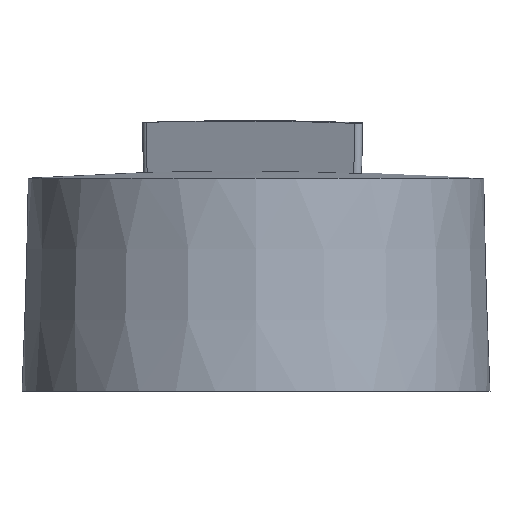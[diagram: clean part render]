
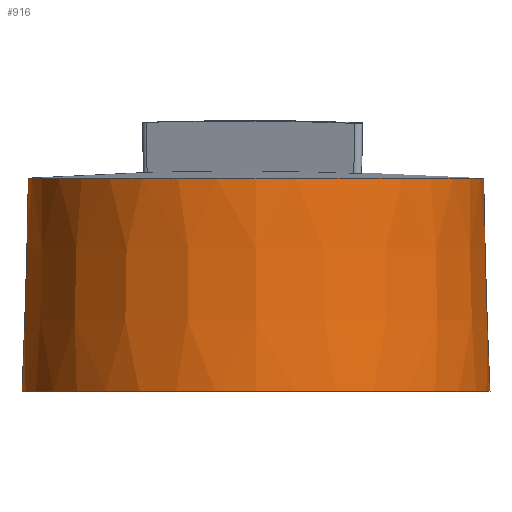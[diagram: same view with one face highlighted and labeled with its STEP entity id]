
A CAD part, left-side view. The second image highlights one B-rep face of the part: STEP entity #916.
In plain terms, the highlighted conical face has half-angle 1.7 degrees and reference radius 3.025 mm.
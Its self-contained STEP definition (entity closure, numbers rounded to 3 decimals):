
#19=CONICAL_SURFACE('',#1044,3.025,0.03);
#52=CIRCLE('',#966,2.943);
#96=CIRCLE('',#1041,3.025);
#166=FACE_OUTER_BOUND('',#219,.T.);
#219=EDGE_LOOP('',(#849,#850,#851,#852));
#293=LINE('',#2099,#331);
#331=VECTOR('',#1312,3.675);
#367=VERTEX_POINT('',#1513);
#429=VERTEX_POINT('',#2094);
#473=EDGE_CURVE('',#367,#367,#52,.T.);
#569=EDGE_CURVE('',#429,#429,#96,.T.);
#570=EDGE_CURVE('',#367,#429,#293,.T.);
#849=ORIENTED_EDGE('',*,*,#473,.F.);
#850=ORIENTED_EDGE('',*,*,#570,.T.);
#851=ORIENTED_EDGE('',*,*,#569,.T.);
#852=ORIENTED_EDGE('',*,*,#570,.F.);
#916=ADVANCED_FACE('',(#166),#19,.T.);
#966=AXIS2_PLACEMENT_3D('',#1514,#1129,#1130);
#1041=AXIS2_PLACEMENT_3D('',#2095,#1304,#1305);
#1044=AXIS2_PLACEMENT_3D('',#2098,#1310,#1311);
#1129=DIRECTION('center_axis',(0.,0.,1.));
#1130=DIRECTION('ref_axis',(1.,0.,0.));
#1304=DIRECTION('center_axis',(0.,0.,1.));
#1305=DIRECTION('ref_axis',(1.,0.,0.));
#1310=DIRECTION('center_axis',(0.,0.,-1.));
#1311=DIRECTION('ref_axis',(1.,0.,0.));
#1312=DIRECTION('',(-0.03,0.,-1.));
#1513=CARTESIAN_POINT('',(-2.943,0.,2.756));
#1514=CARTESIAN_POINT('Origin',(0.,0.,2.756));
#2094=CARTESIAN_POINT('',(-3.025,0.,0.));
#2095=CARTESIAN_POINT('Origin',(0.,0.,0.));
#2098=CARTESIAN_POINT('Origin',(0.,0.,-0.019));
#2099=CARTESIAN_POINT('',(-3.025,0.,-0.019));
